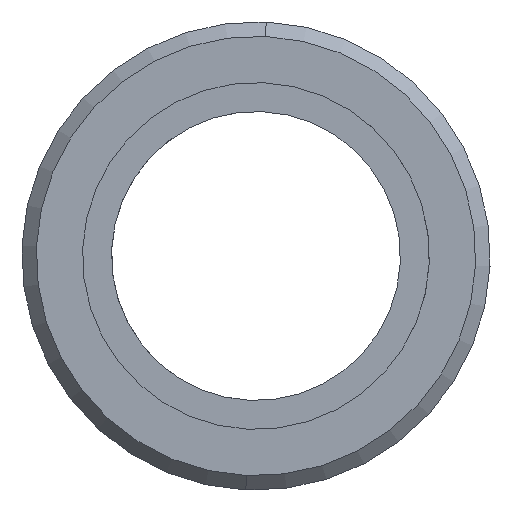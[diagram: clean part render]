
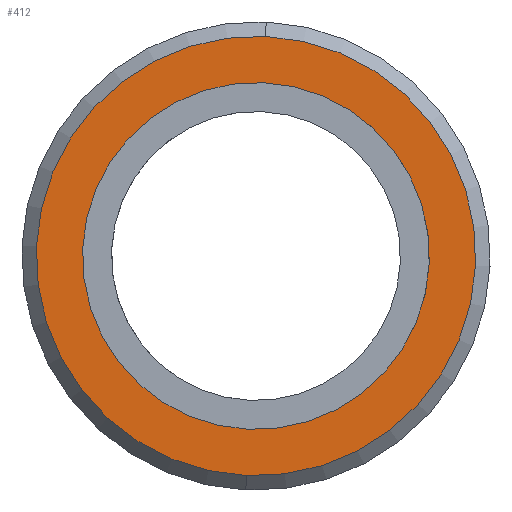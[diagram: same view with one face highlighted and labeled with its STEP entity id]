
A CAD part, front view. The second image highlights one B-rep face of the part: STEP entity #412.
In plain terms, the highlighted face is planar.
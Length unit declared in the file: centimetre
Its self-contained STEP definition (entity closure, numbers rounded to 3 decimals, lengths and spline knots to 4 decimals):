
#33 = AXIS2_PLACEMENT_3D ( 'NONE', #733, #76, #509 ) ;
#76 = DIRECTION ( 'NONE',  ( 0., 1., 0. ) ) ;
#86 = DIRECTION ( 'NONE',  ( 0., 1., 0. ) ) ;
#170 = CARTESIAN_POINT ( 'NONE',  ( 0.001, 165.1328, -2.4083 ) ) ;
#171 = DIRECTION ( 'NONE',  ( 0., 1., 0. ) ) ;
#209 = CIRCLE ( 'NONE', #738, 1.9025 ) ;
#217 = EDGE_CURVE ( 'NONE', #774, #598, #946, .T. ) ;
#257 = AXIS2_PLACEMENT_3D ( 'NONE', #326, #171, #619 ) ;
#267 = ORIENTED_EDGE ( 'NONE', *, *, #488, .T. ) ;
#270 = CIRCLE ( 'NONE', #922, 2.4105 ) ;
#290 = DIRECTION ( 'NONE',  ( 0., -1., 0. ) ) ;
#304 = EDGE_CURVE ( 'NONE', #598, #774, #270, .T. ) ;
#326 = CARTESIAN_POINT ( 'NONE',  ( 0.001, 165.1328, 0.0022 ) ) ;
#347 = AXIS2_PLACEMENT_3D ( 'NONE', #715, #492, #780 ) ;
#350 = ORIENTED_EDGE ( 'NONE', *, *, #304, .T. ) ;
#357 = EDGE_LOOP ( 'NONE', ( #723, #350 ) ) ;
#366 = VERTEX_POINT ( 'NONE', #739 ) ;
#368 = FACE_OUTER_BOUND ( 'NONE', #357, .T. ) ;
#412 = ADVANCED_FACE ( 'NONE', ( #368, #734 ), #432, .T. ) ;
#432 = PLANE ( 'NONE',  #33 ) ;
#443 = CARTESIAN_POINT ( 'NONE',  ( 0.001, 165.1328, 0.0022 ) ) ;
#477 = CARTESIAN_POINT ( 'NONE',  ( 0.001, 165.1328, 2.4128 ) ) ;
#488 = EDGE_CURVE ( 'NONE', #501, #366, #209, .T. ) ;
#492 = DIRECTION ( 'NONE',  ( 0., -1., 0. ) ) ;
#496 = EDGE_LOOP ( 'NONE', ( #267, #571 ) ) ;
#501 = VERTEX_POINT ( 'NONE', #868 ) ;
#509 = DIRECTION ( 'NONE',  ( -1., 0., 0. ) ) ;
#571 = ORIENTED_EDGE ( 'NONE', *, *, #837, .T. ) ;
#578 = CIRCLE ( 'NONE', #347, 1.9025 ) ;
#583 = DIRECTION ( 'NONE',  ( 0., 0., 1. ) ) ;
#598 = VERTEX_POINT ( 'NONE', #477 ) ;
#619 = DIRECTION ( 'NONE',  ( 0., 0., 1. ) ) ;
#715 = CARTESIAN_POINT ( 'NONE',  ( 0.001, 165.1328, 0.0022 ) ) ;
#723 = ORIENTED_EDGE ( 'NONE', *, *, #217, .T. ) ;
#733 = CARTESIAN_POINT ( 'NONE',  ( 0.001, 165.1328, 0.0022 ) ) ;
#734 = FACE_BOUND ( 'NONE', #496, .T. ) ;
#738 = AXIS2_PLACEMENT_3D ( 'NONE', #747, #290, #583 ) ;
#739 = CARTESIAN_POINT ( 'NONE',  ( 0.001, 165.1328, 1.9048 ) ) ;
#747 = CARTESIAN_POINT ( 'NONE',  ( 0.001, 165.1328, 0.0022 ) ) ;
#774 = VERTEX_POINT ( 'NONE', #170 ) ;
#780 = DIRECTION ( 'NONE',  ( 0., 0., 1. ) ) ;
#837 = EDGE_CURVE ( 'NONE', #366, #501, #578, .T. ) ;
#868 = CARTESIAN_POINT ( 'NONE',  ( 0.001, 165.1328, -1.9003 ) ) ;
#883 = DIRECTION ( 'NONE',  ( 0., 0., 1. ) ) ;
#922 = AXIS2_PLACEMENT_3D ( 'NONE', #443, #86, #883 ) ;
#946 = CIRCLE ( 'NONE', #257, 2.4105 ) ;
